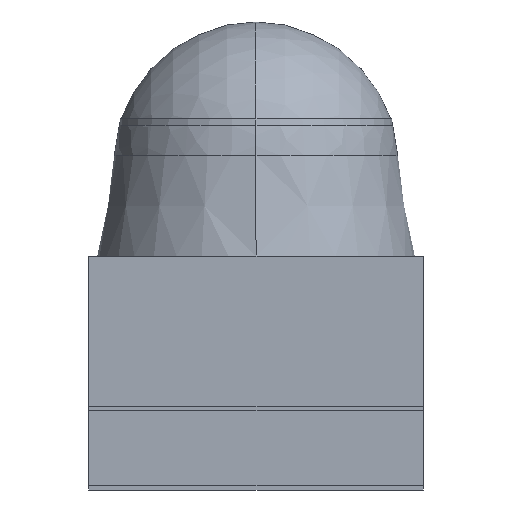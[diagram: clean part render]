
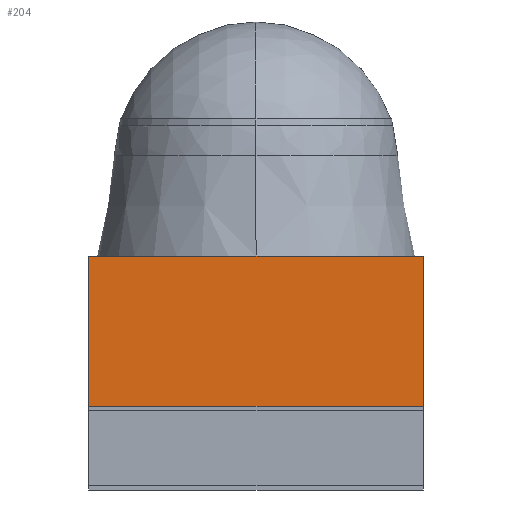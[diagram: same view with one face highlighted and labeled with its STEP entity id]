
A CAD part, left-side view. The second image highlights one B-rep face of the part: STEP entity #204.
In plain terms, the highlighted planar face has unit normal (-1, 0, 0).
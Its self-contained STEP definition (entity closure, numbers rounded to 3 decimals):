
#110 = PLANE ( 'NONE',  #377 ) ;
#111 = CARTESIAN_POINT ( 'NONE',  ( 1838.201, 71.662, 0.475 ) ) ;
#112 = DIRECTION ( 'NONE',  ( -1., 0., 0. ) ) ;
#113 = DIRECTION ( 'NONE',  ( 0., 0., 1. ) ) ;
#204 = ADVANCED_FACE ( 'NONE', ( #379 ), #110, .T. ) ;
#277 = CARTESIAN_POINT ( 'NONE',  ( 1838.201, 69.662, 1.4 ) ) ;
#326 = CARTESIAN_POINT ( 'NONE',  ( 1838.201, 69.662, 0.475 ) ) ;
#327 = CARTESIAN_POINT ( 'NONE',  ( 1838.201, 71.662, 0.475 ) ) ;
#370 = CARTESIAN_POINT ( 'NONE',  ( 1838.201, 71.662, 1.4 ) ) ;
#377 = AXIS2_PLACEMENT_3D ( 'NONE', #111, #112, #113 ) ;
#379 = FACE_OUTER_BOUND ( 'NONE', #482, .T. ) ;
#482 = EDGE_LOOP ( 'NONE', ( #790, #1008, #788, #763 ) ) ;
#763 = ORIENTED_EDGE ( 'NONE', *, *, #1168, .T. ) ;
#787 = VERTEX_POINT ( 'NONE', #277 ) ;
#788 = ORIENTED_EDGE ( 'NONE', *, *, #1284, .T. ) ;
#790 = ORIENTED_EDGE ( 'NONE', *, *, #1163, .F. ) ;
#937 = VERTEX_POINT ( 'NONE', #327 ) ;
#938 = VERTEX_POINT ( 'NONE', #326 ) ;
#1008 = ORIENTED_EDGE ( 'NONE', *, *, #1165, .T. ) ;
#1014 = VERTEX_POINT ( 'NONE', #370 ) ;
#1163 = EDGE_CURVE ( 'NONE', #1014, #787, #1919, .T. ) ;
#1165 = EDGE_CURVE ( 'NONE', #1014, #937, #1925, .T. ) ;
#1168 = EDGE_CURVE ( 'NONE', #938, #787, #1934, .T. ) ;
#1284 = EDGE_CURVE ( 'NONE', #937, #938, #2287, .T. ) ;
#1480 = VECTOR ( 'NONE', #1921, 1000. ) ;
#1482 = VECTOR ( 'NONE', #1927, 1000. ) ;
#1485 = VECTOR ( 'NONE', #1936, 1000. ) ;
#1612 = VECTOR ( 'NONE', #2289, 1000. ) ;
#1919 = LINE ( 'NONE', #1920, #1480 ) ;
#1920 = CARTESIAN_POINT ( 'NONE',  ( 1838.201, 69.662, 1.4 ) ) ;
#1921 = DIRECTION ( 'NONE',  ( 0., -1., 0. ) ) ;
#1925 = LINE ( 'NONE', #1926, #1482 ) ;
#1926 = CARTESIAN_POINT ( 'NONE',  ( 1838.201, 71.662, 0.475 ) ) ;
#1927 = DIRECTION ( 'NONE',  ( 0., 0., -1. ) ) ;
#1934 = LINE ( 'NONE', #1935, #1485 ) ;
#1935 = CARTESIAN_POINT ( 'NONE',  ( 1838.201, 69.662, 0.475 ) ) ;
#1936 = DIRECTION ( 'NONE',  ( 0., 0., 1. ) ) ;
#2287 = LINE ( 'NONE', #2288, #1612 ) ;
#2288 = CARTESIAN_POINT ( 'NONE',  ( 1838.201, 71.662, 0.475 ) ) ;
#2289 = DIRECTION ( 'NONE',  ( 0., -1., 0. ) ) ;
